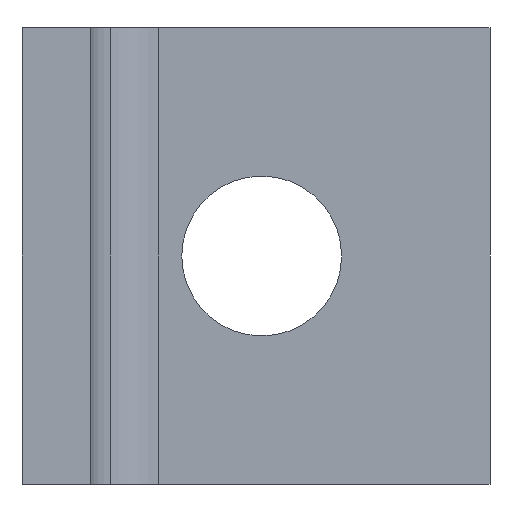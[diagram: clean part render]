
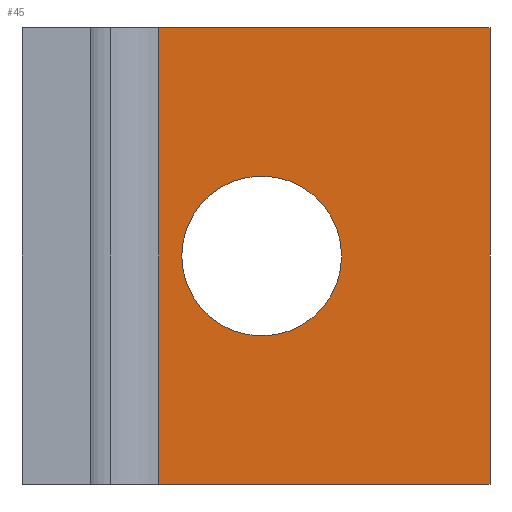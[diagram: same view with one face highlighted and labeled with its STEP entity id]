
A CAD part, front view. The second image highlights one B-rep face of the part: STEP entity #45.
In plain terms, the highlighted planar face has unit normal (0, -1, 0).
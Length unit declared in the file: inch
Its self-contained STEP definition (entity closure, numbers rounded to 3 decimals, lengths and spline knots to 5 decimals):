
#45=ADVANCED_FACE('',(#101,#102),#103,.T.);
#101=FACE_OUTER_BOUND('',#169,.T.);
#102=FACE_BOUND('',#170,.T.);
#103=PLANE('',#171);
#169=EDGE_LOOP('',(#237,#238,#239,#240));
#170=EDGE_LOOP('',(#241,#242));
#171=AXIS2_PLACEMENT_3D('',#243,#244,#245);
#237=ORIENTED_EDGE('',*,*,#403,.F.);
#238=ORIENTED_EDGE('',*,*,#404,.T.);
#239=ORIENTED_EDGE('',*,*,#405,.T.);
#240=ORIENTED_EDGE('',*,*,#406,.T.);
#241=ORIENTED_EDGE('',*,*,#407,.T.);
#242=ORIENTED_EDGE('',*,*,#408,.T.);
#243=CARTESIAN_POINT('',(1.61417,3.85827,-0.7874));
#244=DIRECTION('',(0.,-1.0,0.));
#245=DIRECTION('',(0.,0.,-1.0));
#403=EDGE_CURVE('',#476,#477,#478,.T.);
#404=EDGE_CURVE('',#476,#479,#480,.T.);
#405=EDGE_CURVE('',#479,#481,#482,.T.);
#406=EDGE_CURVE('',#481,#477,#483,.T.);
#407=EDGE_CURVE('',#484,#485,#486,.T.);
#408=EDGE_CURVE('',#485,#484,#487,.T.);
#476=VERTEX_POINT('',#579);
#477=VERTEX_POINT('',#580);
#478=LINE('',#581,#582);
#479=VERTEX_POINT('',#583);
#480=LINE('',#584,#585);
#481=VERTEX_POINT('',#586);
#482=LINE('',#587,#588);
#483=LINE('',#589,#590);
#484=VERTEX_POINT('',#591);
#485=VERTEX_POINT('',#592);
#486=CIRCLE('',#593,0.27559);
#487=CIRCLE('',#594,0.27559);
#579=CARTESIAN_POINT('',(0.47244,3.85827,-1.5748));
#580=CARTESIAN_POINT('',(0.47244,3.85827,0.));
#581=CARTESIAN_POINT('',(0.47244,3.85827,-0.7874));
#582=VECTOR('',#698,0.03937);
#583=CARTESIAN_POINT('',(1.61417,3.85827,-1.5748));
#584=CARTESIAN_POINT('',(1.06734,3.85827,-1.5748));
#585=VECTOR('',#699,0.03937);
#586=CARTESIAN_POINT('',(1.61417,3.85827,0.));
#587=CARTESIAN_POINT('',(1.61417,3.85827,-0.7874));
#588=VECTOR('',#700,0.03937);
#589=CARTESIAN_POINT('',(1.06734,3.85827,0.));
#590=VECTOR('',#701,0.03937);
#591=CARTESIAN_POINT('',(1.10236,3.85827,-0.7874));
#592=CARTESIAN_POINT('',(0.55118,3.85827,-0.7874));
#593=AXIS2_PLACEMENT_3D('',#702,#703,#704);
#594=AXIS2_PLACEMENT_3D('',#705,#706,#707);
#698=DIRECTION('',(0.,0.,1.0));
#699=DIRECTION('',(1.0,0.,0.));
#700=DIRECTION('',(0.,0.,1.0));
#701=DIRECTION('',(-1.0,0.,0.));
#702=CARTESIAN_POINT('',(0.82677,3.85827,-0.7874));
#703=DIRECTION('',(0.,1.0,0.));
#704=DIRECTION('',(1.0,0.,0.));
#705=CARTESIAN_POINT('',(0.82677,3.85827,-0.7874));
#706=DIRECTION('',(0.,1.0,0.));
#707=DIRECTION('',(1.0,0.,0.));
